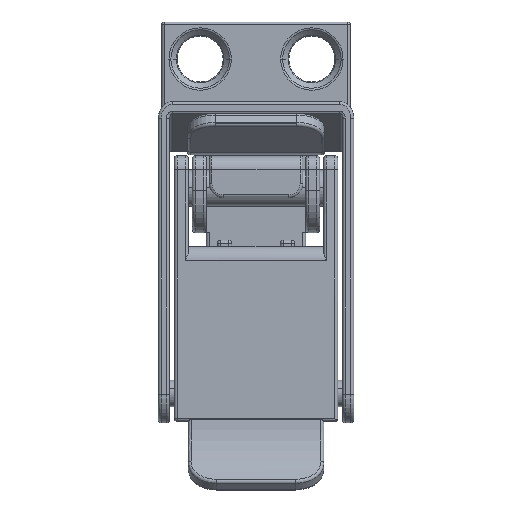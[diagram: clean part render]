
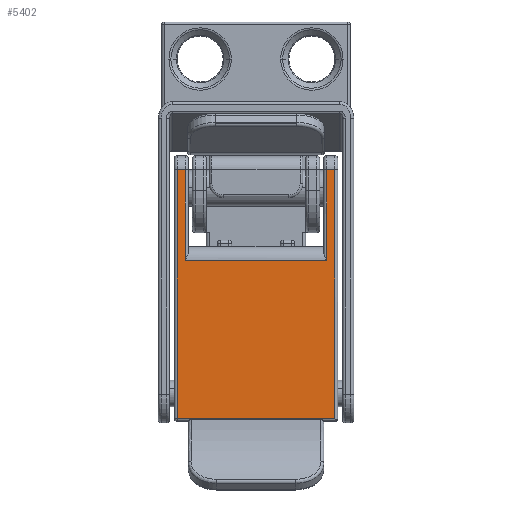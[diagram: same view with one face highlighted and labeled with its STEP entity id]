
A CAD part, top view. The second image highlights one B-rep face of the part: STEP entity #5402.
In plain terms, the highlighted planar face has unit normal (0, 0, 1).
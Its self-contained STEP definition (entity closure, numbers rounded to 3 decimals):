
#5402 = ADVANCED_FACE ( 'NONE', ( #13141 ), #13197, .F. ) ;
#5403 = ORIENTED_EDGE ( 'NONE', *, *, #5452, .T. ) ;
#5406 = VERTEX_POINT ( 'NONE', #13188 ) ;
#5407 = EDGE_CURVE ( 'NONE', #5410, #5450, #13179, .T. ) ;
#5410 = VERTEX_POINT ( 'NONE', #13175 ) ;
#5411 = ORIENTED_EDGE ( 'NONE', *, *, #5447, .T. ) ;
#5412 = EDGE_CURVE ( 'NONE', #5406, #5443, #13177, .T. ) ;
#5414 = EDGE_LOOP ( 'NONE', ( #5425, #5451, #5403, #5449, #5416, #5411, #5448, #5462 ) ) ;
#5415 = VERTEX_POINT ( 'NONE', #13227 ) ;
#5416 = ORIENTED_EDGE ( 'NONE', *, *, #5438, .T. ) ;
#5420 = VERTEX_POINT ( 'NONE', #13222 ) ;
#5425 = ORIENTED_EDGE ( 'NONE', *, *, #5427, .T. ) ;
#5427 = EDGE_CURVE ( 'NONE', #5420, #5410, #13204, .T. ) ;
#5438 = EDGE_CURVE ( 'NONE', #5443, #5415, #13238, .T. ) ;
#5441 = VERTEX_POINT ( 'NONE', #13243 ) ;
#5443 = VERTEX_POINT ( 'NONE', #13241 ) ;
#5444 = VERTEX_POINT ( 'NONE', #13232 ) ;
#5447 = EDGE_CURVE ( 'NONE', #5415, #5441, #13242, .T. ) ;
#5448 = ORIENTED_EDGE ( 'NONE', *, *, #5464, .T. ) ;
#5449 = ORIENTED_EDGE ( 'NONE', *, *, #5412, .T. ) ;
#5450 = VERTEX_POINT ( 'NONE', #13283 ) ;
#5451 = ORIENTED_EDGE ( 'NONE', *, *, #5407, .T. ) ;
#5452 = EDGE_CURVE ( 'NONE', #5450, #5406, #13292, .T. ) ;
#5459 = EDGE_CURVE ( 'NONE', #5444, #5420, #13271, .T. ) ;
#5462 = ORIENTED_EDGE ( 'NONE', *, *, #5459, .T. ) ;
#5464 = EDGE_CURVE ( 'NONE', #5441, #5444, #13330, .T. ) ;
#13140 = VECTOR ( 'NONE', #13172, 1000. ) ;
#13141 = FACE_OUTER_BOUND ( 'NONE', #5414, .T. ) ;
#13172 = DIRECTION ( 'NONE',  ( 0., -1., 0. ) ) ;
#13173 = CARTESIAN_POINT ( 'NONE',  ( -5.65, 12., 5.5 ) ) ;
#13175 = CARTESIAN_POINT ( 'NONE',  ( -5.05, 4.5, 5.5 ) ) ;
#13176 = VECTOR ( 'NONE', #13180, 1000. ) ;
#13177 = LINE ( 'NONE', #13173, #13140 ) ;
#13178 = DIRECTION ( 'NONE',  ( -1., 0., 0. ) ) ;
#13179 = LINE ( 'NONE', #13181, #13176 ) ;
#13180 = DIRECTION ( 'NONE',  ( 0., 1., 0. ) ) ;
#13181 = CARTESIAN_POINT ( 'NONE',  ( -5.05, 12., 5.5 ) ) ;
#13182 = DIRECTION ( 'NONE',  ( 0., 0., -1. ) ) ;
#13183 = AXIS2_PLACEMENT_3D ( 'NONE', #13196, #13182, #13178 ) ;
#13188 = CARTESIAN_POINT ( 'NONE',  ( -5.65, 11., 5.5 ) ) ;
#13196 = CARTESIAN_POINT ( 'NONE',  ( 5.85, 12., 5.5 ) ) ;
#13197 = PLANE ( 'NONE',  #13183 ) ;
#13202 = VECTOR ( 'NONE', #13259, 1000. ) ;
#13203 = CARTESIAN_POINT ( 'NONE',  ( 5.85, 4.5, 5.5 ) ) ;
#13204 = LINE ( 'NONE', #13203, #13202 ) ;
#13222 = CARTESIAN_POINT ( 'NONE',  ( 5.05, 4.5, 5.5 ) ) ;
#13227 = CARTESIAN_POINT ( 'NONE',  ( 5.65, -6.8, 5.5 ) ) ;
#13232 = CARTESIAN_POINT ( 'NONE',  ( 5.05, 11., 5.5 ) ) ;
#13235 = DIRECTION ( 'NONE',  ( 1., 0., 0. ) ) ;
#13236 = VECTOR ( 'NONE', #13235, 1000. ) ;
#13237 = CARTESIAN_POINT ( 'NONE',  ( -4.65, -6.8, 5.5 ) ) ;
#13238 = LINE ( 'NONE', #13237, #13236 ) ;
#13241 = CARTESIAN_POINT ( 'NONE',  ( -5.65, -6.8, 5.5 ) ) ;
#13242 = LINE ( 'NONE', #13286, #13285 ) ;
#13243 = CARTESIAN_POINT ( 'NONE',  ( 5.65, 11., 5.5 ) ) ;
#13259 = DIRECTION ( 'NONE',  ( -1., 0., 0. ) ) ;
#13268 = DIRECTION ( 'NONE',  ( 0., -1., 0. ) ) ;
#13269 = VECTOR ( 'NONE', #13268, 1000. ) ;
#13270 = CARTESIAN_POINT ( 'NONE',  ( 5.05, 12., 5.5 ) ) ;
#13271 = LINE ( 'NONE', #13270, #13269 ) ;
#13280 = VECTOR ( 'NONE', #13293, 1000. ) ;
#13283 = CARTESIAN_POINT ( 'NONE',  ( -5.05, 11., 5.5 ) ) ;
#13284 = DIRECTION ( 'NONE',  ( 0., 1., 0. ) ) ;
#13285 = VECTOR ( 'NONE', #13284, 1000. ) ;
#13286 = CARTESIAN_POINT ( 'NONE',  ( 5.65, 12., 5.5 ) ) ;
#13292 = LINE ( 'NONE', #13294, #13280 ) ;
#13293 = DIRECTION ( 'NONE',  ( -1., 0., 0. ) ) ;
#13294 = CARTESIAN_POINT ( 'NONE',  ( 5.85, 11., 5.5 ) ) ;
#13327 = DIRECTION ( 'NONE',  ( -1., 0., 0. ) ) ;
#13328 = VECTOR ( 'NONE', #13327, 1000. ) ;
#13329 = CARTESIAN_POINT ( 'NONE',  ( 5.85, 11., 5.5 ) ) ;
#13330 = LINE ( 'NONE', #13329, #13328 ) ;
